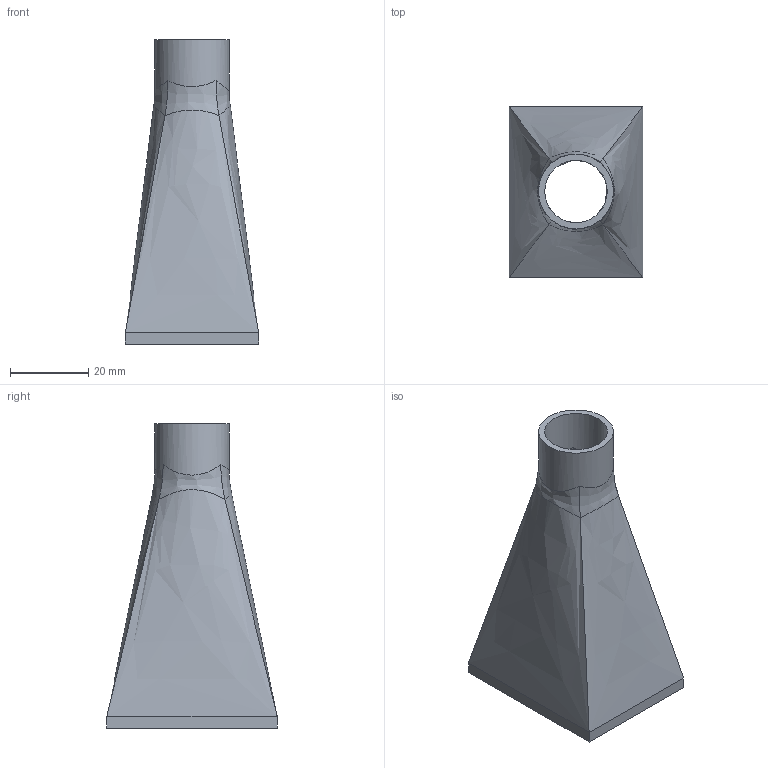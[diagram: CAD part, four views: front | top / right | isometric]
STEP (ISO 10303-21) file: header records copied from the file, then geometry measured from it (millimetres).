
FILE_DESCRIPTION(/* description */ (''),/* implementation_level */ '2;1');
FILE_NAME(/* name */ '7030 blower output v1.step',/* time_stamp */ '2022-08-04T01:29:12+08:00',/* author */ (''),/* organization */ (''),/* preprocessor_version */ 'ST-DEVELOPER v19',/* originating_system */ 'Autodesk Translation Framework v11.7.0.108',/* authorisation */ '');
FILE_SCHEMA (('AUTOMOTIVE_DESIGN { 1 0 10303 214 3 1 1 }'));
Length unit declared in the file: millimetre
Products named in the file (1): 7030 blower output
Bounding box: 34.2 x 43.7 x 78 mm (x, y, z)
Volume: 11902.5 mm3; surface area: 15196.2 mm2
Topology: 1 solids, 1 shells, 28 faces, 78 edges, 52 vertices
Faces by surface type: bspline 20, plane 6, cylinder 2
Full cylindrical faces by diameter (mm): 16 x1, 19.2 x1
Entity records: 1473 total; most frequent: CARTESIAN_POINT 879, ORIENTED_EDGE 156, EDGE_CURVE 78, B_SPLINE_CURVE_WITH_KNOTS 54, VERTEX_POINT 52, DIRECTION 44, EDGE_LOOP 30, FACE_OUTER_BOUND 28
